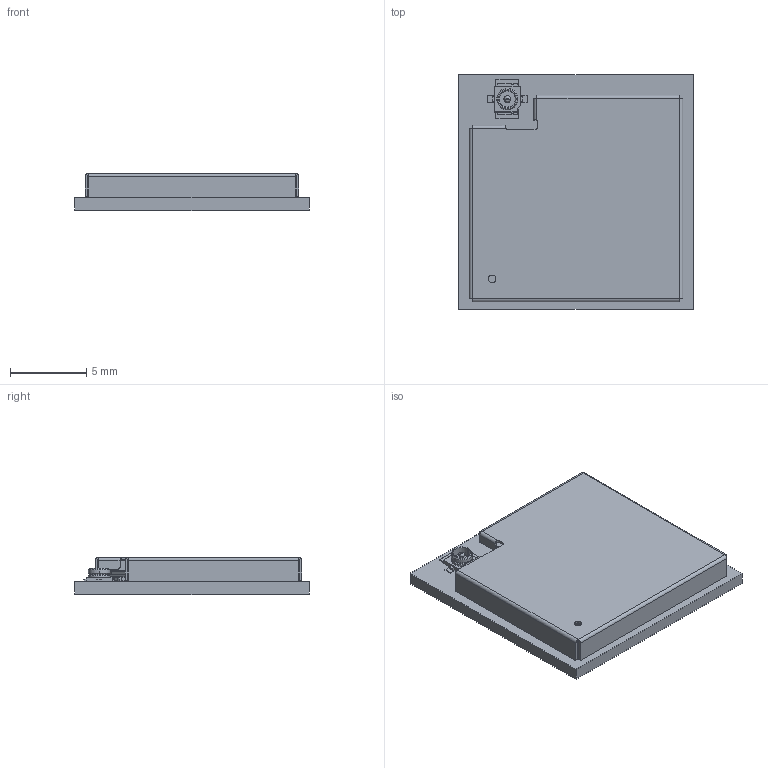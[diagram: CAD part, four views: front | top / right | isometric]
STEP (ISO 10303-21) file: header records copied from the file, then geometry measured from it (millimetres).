
FILE_DESCRIPTION (( 'STEP AP214' ), '1' );
FILE_NAME ('ESP32-S2-MINI-2U_V1-20240307.STEP', '2024-03-07T12:56:30', ( 'Windows User' ), ( 'P R C' ), 'SwSTEP 2.0', 'SolidWorks 2022', '' );
FILE_SCHEMA (( 'AUTOMOTIVE_DESIGN' ));
Length unit declared in the file: millimetre
Products named in the file (30): XTAL3225_20210301.xtd; Submodel-D__3D_design_ESP32-S2_module_module_ESP32-S2-MINI-2U_PCB_ESP32-S2-MINI-2U_V1.0_20240305_PCB_3D_ImportedPartModels_ESP32-S2_20210301.STEP; Submodel-D__3D_design_ESP32-S2_module_module_ESP32-S2-MINI-2U_PCB_ESP32-S2-MINI-2U_V1.0_20240305_PCB_3D_ImportedPartModels_C0201_20210301.STEP; Submodel-D__3D_design_ESP32-S2_module_module_ESP32-S2-MINI-2U_PCB_ESP32-S2-MINI-2U_V1.0_20240305_PCB_3D_ImportedPartModels_XTAL3225_20210301.STEP; Submodel-XTAL3225_part_XTAL3225; Shield Box_ESP32-S2-MINI-2U_V1.0_20220613; Submodel-L0201_part_L0201; ipx3.xtd; Submodel-C0201_part_C0201; DesignRootModel; Submodel-IPEX_4P_part_IPEX_4P; ESP32-S2-MINI-2U_V1-20240307; ESP32-S3-S2-MINI-solder_pad; C0402_20210301.xtd; Submodel-D__3D_design_ESP32-S2_module_module_ESP32-S2-MINI-2U_PCB_ESP32-S2-MINI-2U_V1.0_20240305_PCB_3D_ImportedPartModels_L0201_20210301.STEP; Imported; DFN1006.xtd; Submodel-D__3D_design_ESP32-S2_module_module_ESP32-S2-MINI-2U_PCB_ESP32-S2-MINI-2U_V1.0_20240305_PCB_3D_ImportedPartModels_C0402_20210301.STEP; Submodel-QFN56_0P4_7B_part_QFN56_0P4_7B; L0201_20210301.xtd; Submodel-R0201_part_R0201; uid__2428; C0201_20210301.xtd; Submodel-D__3D_design_ESP32-S2_module_module_ESP32-S2-MINI-2U_PCB_ESP32-S2-MINI-2U_V1.0_20240305_PCB_3D_ImportedPartModels_R0201_20210301.STEP; Submodel-SOD882_part_SOD882; Submodel-D__3D_design_ESP32-S2_module_module_ESP32-S2-MINI-2U_PCB_ESP32-S2-MINI-2U_V1.0_20240305_PCB_3D_ImportedPartModels_DFN1006.STEP; R0201_20210301.xtd; Submodel-D__3D_design_ESP32-S2_module_module_ESP32-S2-MINI-2U_PCB_ESP32-S2-MINI-2U_V1.0_20240305_PCB_3D_ImportedPartModels_ipx3.STEP; ESP32-S2_20210301.xtd; Submodel-C0402_part_C0402
Assembly tree (45 placements, depth 5):
  ESP32-S2-MINI-2U_V1-20240307
    DesignRootModel
      uid__2428
      Submodel-XTAL3225_part_XTAL3225
        Submodel-D__3D_design_ESP32-S2_module_module_ESP32-S2-MINI-2U_PCB_ESP32-S2-MINI-2U_V1.0_20240305_PCB_3D_ImportedPartModels_XTAL3225_20210301.STEP
          XTAL3225_20210301.xtd
      Submodel-R0201_part_R0201  x2
        Submodel-D__3D_design_ESP32-S2_module_module_ESP32-S2-MINI-2U_PCB_ESP32-S2-MINI-2U_V1.0_20240305_PCB_3D_ImportedPartModels_R0201_20210301.STEP
          R0201_20210301.xtd
      Submodel-L0201_part_L0201  x2
        Submodel-D__3D_design_ESP32-S2_module_module_ESP32-S2-MINI-2U_PCB_ESP32-S2-MINI-2U_V1.0_20240305_PCB_3D_ImportedPartModels_L0201_20210301.STEP
          L0201_20210301.xtd
      Submodel-SOD882_part_SOD882
        Submodel-D__3D_design_ESP32-S2_module_module_ESP32-S2-MINI-2U_PCB_ESP32-S2-MINI-2U_V1.0_20240305_PCB_3D_ImportedPartModels_DFN1006.STEP
          DFN1006.xtd
      Submodel-C0402_part_C0402
        Submodel-D__3D_design_ESP32-S2_module_module_ESP32-S2-MINI-2U_PCB_ESP32-S2-MINI-2U_V1.0_20240305_PCB_3D_ImportedPartModels_C0402_20210301.STEP
          C0402_20210301.xtd
      Submodel-C0201_part_C0201  x15
        Submodel-D__3D_design_ESP32-S2_module_module_ESP32-S2-MINI-2U_PCB_ESP32-S2-MINI-2U_V1.0_20240305_PCB_3D_ImportedPartModels_C0201_20210301.STEP
          C0201_20210301.xtd
      Submodel-QFN56_0P4_7B_part_QFN56_0P4_7B
        Submodel-D__3D_design_ESP32-S2_module_module_ESP32-S2-MINI-2U_PCB_ESP32-S2-MINI-2U_V1.0_20240305_PCB_3D_ImportedPartModels_ESP32-S2_20210301.STEP
          ESP32-S2_20210301.xtd
      Submodel-IPEX_4P_part_IPEX_4P
        Submodel-D__3D_design_ESP32-S2_module_module_ESP32-S2-MINI-2U_PCB_ESP32-S2-MINI-2U_V1.0_20240305_PCB_3D_ImportedPartModels_ipx3.STEP
          ipx3.xtd
    Imported
    ESP32-S3-S2-MINI-solder_pad
    Shield Box_ESP32-S2-MINI-2U_V1.0_20220613
Bounding box: 15.4 x 15.4 x 2.44 mm (x, y, z)
Volume: 276.9 mm3; surface area: 1407.3 mm2
Topology: 223 solids, 224 shells, 2878 faces, 6778 edges, 4266 vertices
Faces by surface type: plane 2081, cylinder 586, bspline 202, cone 9
Entity records: 86681 total; most frequent: CARTESIAN_POINT 16322, ORIENTED_EDGE 10220, DIRECTION 9204, EDGE_CURVE 5110, LINE 4180, VECTOR 4180, VERTEX_POINT 3370, AXIS2_PLACEMENT_3D 2512
